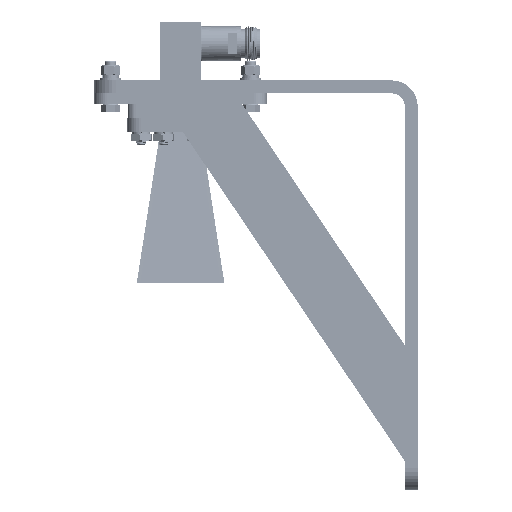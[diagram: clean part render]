
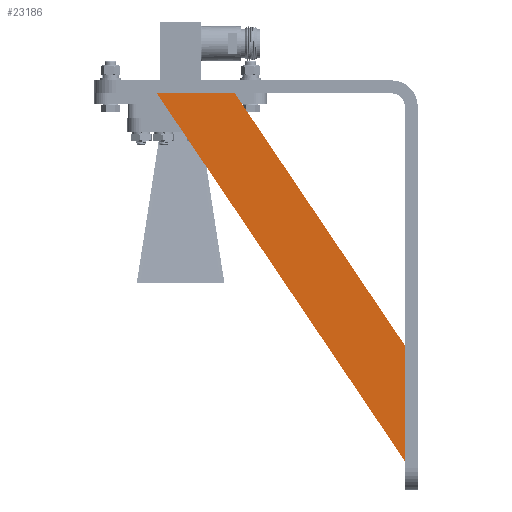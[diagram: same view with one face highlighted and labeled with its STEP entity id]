
A CAD part, left-side view. The second image highlights one B-rep face of the part: STEP entity #23186.
In plain terms, the highlighted planar face has unit normal (-1, 0, 0).
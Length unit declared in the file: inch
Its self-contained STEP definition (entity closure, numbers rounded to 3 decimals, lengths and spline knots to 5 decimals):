
#93 = EDGE_CURVE ( 'NONE', #6567, #16615, #25984, .T. ) ;
#863 = FACE_OUTER_BOUND ( 'NONE', #22637, .T. ) ;
#1036 = DIRECTION ( 'NONE',  ( 0., -1., 0. ) ) ;
#1561 = ORIENTED_EDGE ( 'NONE', *, *, #3305, .F. ) ;
#1693 = DIRECTION ( 'NONE',  ( 0., -0.559, -0.829 ) ) ;
#2944 = ORIENTED_EDGE ( 'NONE', *, *, #17954, .F. ) ;
#3083 = CARTESIAN_POINT ( 'NONE',  ( -2.95276, 0.23622, -6.94882 ) ) ;
#3126 = LINE ( 'NONE', #9513, #23047 ) ;
#3305 = EDGE_CURVE ( 'NONE', #16188, #7150, #3126, .T. ) ;
#6441 = VECTOR ( 'NONE', #26694, 39.37008 ) ;
#6567 = VERTEX_POINT ( 'NONE', #7250 ) ;
#7150 = VERTEX_POINT ( 'NONE', #24700 ) ;
#7250 = CARTESIAN_POINT ( 'NONE',  ( -2.95276, 0.23622, -4.83662 ) ) ;
#9348 = PLANE ( 'NONE',  #22158 ) ;
#9400 = ORIENTED_EDGE ( 'NONE', *, *, #23716, .F. ) ;
#9474 = CARTESIAN_POINT ( 'NONE',  ( -2.95276, 0., 0. ) ) ;
#9513 = CARTESIAN_POINT ( 'NONE',  ( -2.95276, 3.33913, -0.23622 ) ) ;
#10139 = LINE ( 'NONE', #10397, #6441 ) ;
#10397 = CARTESIAN_POINT ( 'NONE',  ( -2.95276, 4.76378, -0.23622 ) ) ;
#14252 = VECTOR ( 'NONE', #23899, 39.37008 ) ;
#16188 = VERTEX_POINT ( 'NONE', #26209 ) ;
#16334 = CARTESIAN_POINT ( 'NONE',  ( -2.95276, 0.23622, -6.94882 ) ) ;
#16431 = CARTESIAN_POINT ( 'NONE',  ( -2.95276, 0.23622, -4.83662 ) ) ;
#16615 = VERTEX_POINT ( 'NONE', #3083 ) ;
#17954 = EDGE_CURVE ( 'NONE', #7150, #6567, #22681, .T. ) ;
#22158 = AXIS2_PLACEMENT_3D ( 'NONE', #9474, #24220, #26313 ) ;
#22637 = EDGE_LOOP ( 'NONE', ( #9400, #25553, #2944, #1561 ) ) ;
#22681 = LINE ( 'NONE', #16431, #25533 ) ;
#23047 = VECTOR ( 'NONE', #1036, 39.37008 ) ;
#23186 = ADVANCED_FACE ( 'NONE', ( #863 ), #9348, .F. ) ;
#23716 = EDGE_CURVE ( 'NONE', #16615, #16188, #10139, .T. ) ;
#23899 = DIRECTION ( 'NONE',  ( 0., 0., -1. ) ) ;
#24220 = DIRECTION ( 'NONE',  ( 1., 0., 0. ) ) ;
#24700 = CARTESIAN_POINT ( 'NONE',  ( -2.95276, 3.33913, -0.23622 ) ) ;
#25533 = VECTOR ( 'NONE', #1693, 39.37008 ) ;
#25553 = ORIENTED_EDGE ( 'NONE', *, *, #93, .F. ) ;
#25984 = LINE ( 'NONE', #16334, #14252 ) ;
#26209 = CARTESIAN_POINT ( 'NONE',  ( -2.95276, 4.76378, -0.23622 ) ) ;
#26313 = DIRECTION ( 'NONE',  ( 0., 0., -1. ) ) ;
#26694 = DIRECTION ( 'NONE',  ( 0., 0.559, 0.829 ) ) ;
